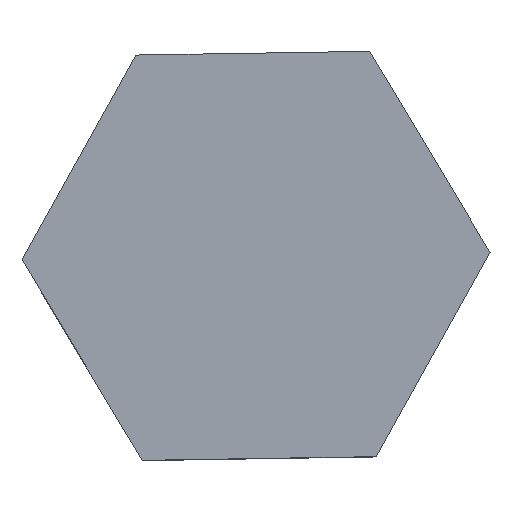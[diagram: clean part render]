
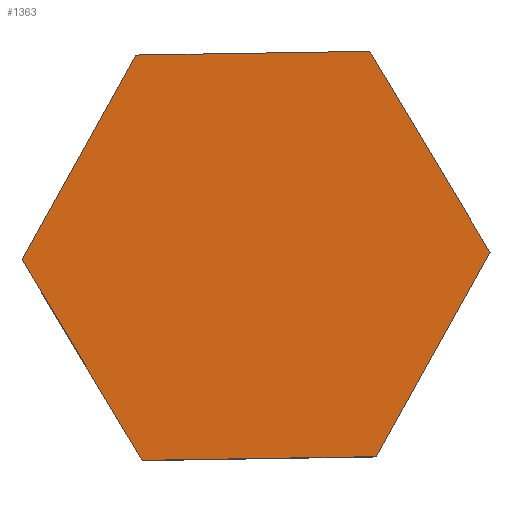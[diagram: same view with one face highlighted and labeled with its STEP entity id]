
A CAD part, top view. The second image highlights one B-rep face of the part: STEP entity #1363.
In plain terms, the highlighted planar face has unit normal (0, 0, 1).
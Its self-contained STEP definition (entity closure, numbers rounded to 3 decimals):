
#5 = CARTESIAN_POINT ( 'NONE',  ( 5.635, -9.412, 8. ) ) ;
#13 = PLANE ( 'NONE',  #617 ) ;
#15 = DIRECTION ( 'NONE',  ( -1., -0.016, 0. ) ) ;
#21 = VERTEX_POINT ( 'NONE', #1016 ) ;
#48 = LINE ( 'NONE', #61, #1223 ) ;
#52 = VERTEX_POINT ( 'NONE', #1487 ) ;
#61 = CARTESIAN_POINT ( 'NONE',  ( 5.333, 9.586, 8. ) ) ;
#112 = ORIENTED_EDGE ( 'NONE', *, *, #1870, .T. ) ;
#182 = VERTEX_POINT ( 'NONE', #537 ) ;
#262 = EDGE_CURVE ( 'NONE', #620, #1659, #1892, .T. ) ;
#283 = VECTOR ( 'NONE', #810, 1000. ) ;
#482 = EDGE_CURVE ( 'NONE', #182, #21, #979, .T. ) ;
#537 = CARTESIAN_POINT ( 'NONE',  ( 5.635, -9.412, 8. ) ) ;
#617 = AXIS2_PLACEMENT_3D ( 'NONE', #1623, #819, #664 ) ;
#619 = DIRECTION ( 'NONE',  ( -0.486, -0.874, 0. ) ) ;
#620 = VERTEX_POINT ( 'NONE', #1157 ) ;
#664 = DIRECTION ( 'NONE',  ( 1., 0., 0. ) ) ;
#750 = VECTOR ( 'NONE', #1525, 1000. ) ;
#781 = VERTEX_POINT ( 'NONE', #836 ) ;
#800 = EDGE_CURVE ( 'NONE', #1659, #781, #1477, .T. ) ;
#810 = DIRECTION ( 'NONE',  ( 0.486, 0.874, 0. ) ) ;
#819 = DIRECTION ( 'NONE',  ( 0., 0., 1. ) ) ;
#836 = CARTESIAN_POINT ( 'NONE',  ( -5.333, -9.586, 8. ) ) ;
#887 = CARTESIAN_POINT ( 'NONE',  ( -5.333, -9.586, 8. ) ) ;
#979 = LINE ( 'NONE', #5, #283 ) ;
#980 = FACE_OUTER_BOUND ( 'NONE', #2070, .T. ) ;
#1005 = DIRECTION ( 'NONE',  ( 0.514, -0.858, 0. ) ) ;
#1016 = CARTESIAN_POINT ( 'NONE',  ( 10.968, 0.175, 8. ) ) ;
#1067 = CARTESIAN_POINT ( 'NONE',  ( -5.635, 9.412, 8. ) ) ;
#1071 = ORIENTED_EDGE ( 'NONE', *, *, #800, .T. ) ;
#1153 = LINE ( 'NONE', #1635, #1880 ) ;
#1157 = CARTESIAN_POINT ( 'NONE',  ( -5.635, 9.412, 8. ) ) ;
#1201 = ORIENTED_EDGE ( 'NONE', *, *, #262, .T. ) ;
#1223 = VECTOR ( 'NONE', #15, 1000. ) ;
#1227 = VECTOR ( 'NONE', #1005, 1000. ) ;
#1313 = CARTESIAN_POINT ( 'NONE',  ( -10.968, -0.175, 8. ) ) ;
#1363 = ADVANCED_FACE ( 'NONE', ( #980 ), #13, .T. ) ;
#1375 = ORIENTED_EDGE ( 'NONE', *, *, #482, .T. ) ;
#1392 = ORIENTED_EDGE ( 'NONE', *, *, #2107, .T. ) ;
#1477 = LINE ( 'NONE', #1313, #1227 ) ;
#1487 = CARTESIAN_POINT ( 'NONE',  ( 5.333, 9.586, 8. ) ) ;
#1525 = DIRECTION ( 'NONE',  ( 1., 0.016, 0. ) ) ;
#1623 = CARTESIAN_POINT ( 'NONE',  ( 0., 0., 8. ) ) ;
#1635 = CARTESIAN_POINT ( 'NONE',  ( 10.968, 0.175, 8. ) ) ;
#1659 = VERTEX_POINT ( 'NONE', #1929 ) ;
#1805 = DIRECTION ( 'NONE',  ( -0.514, 0.858, 0. ) ) ;
#1845 = VECTOR ( 'NONE', #619, 1000. ) ;
#1870 = EDGE_CURVE ( 'NONE', #52, #620, #48, .T. ) ;
#1871 = LINE ( 'NONE', #887, #750 ) ;
#1880 = VECTOR ( 'NONE', #1805, 1000. ) ;
#1892 = LINE ( 'NONE', #1067, #1845 ) ;
#1929 = CARTESIAN_POINT ( 'NONE',  ( -10.968, -0.175, 8. ) ) ;
#1940 = EDGE_CURVE ( 'NONE', #21, #52, #1153, .T. ) ;
#2020 = ORIENTED_EDGE ( 'NONE', *, *, #1940, .T. ) ;
#2070 = EDGE_LOOP ( 'NONE', ( #1071, #1392, #1375, #2020, #112, #1201 ) ) ;
#2107 = EDGE_CURVE ( 'NONE', #781, #182, #1871, .T. ) ;
